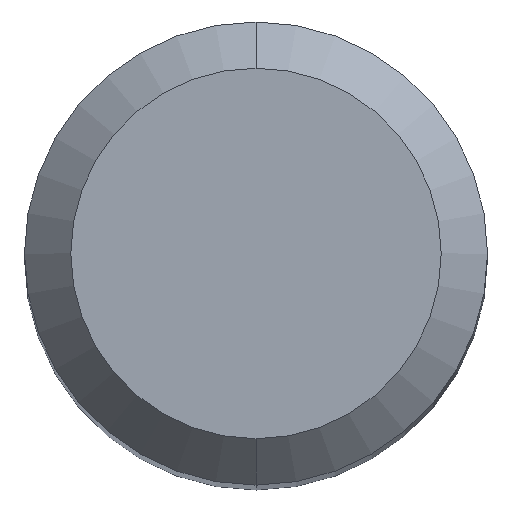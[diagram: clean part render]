
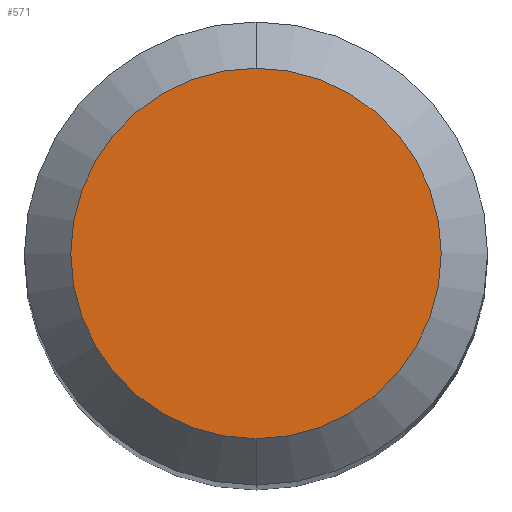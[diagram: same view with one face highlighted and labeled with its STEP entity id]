
A CAD part, top view. The second image highlights one B-rep face of the part: STEP entity #571.
In plain terms, the highlighted planar face has unit normal (0, 0, 1).
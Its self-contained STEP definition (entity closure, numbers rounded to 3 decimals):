
#258=CARTESIAN_POINT('',(0.,0.,36.));
#259=DIRECTION('',(0.,0.,1.));
#260=DIRECTION('',(0.,1.,0.));
#261=AXIS2_PLACEMENT_3D('',#258,#259,#260);
#266=CARTESIAN_POINT('',(0.,0.,36.));
#267=DIRECTION('',(0.,0.,-1.));
#268=DIRECTION('',(0.,1.,0.));
#269=AXIS2_PLACEMENT_3D('',#266,#267,#268);
#314=CARTESIAN_POINT('',(0.,2.4,36.));
#315=VERTEX_POINT('',#314);
#326=CARTESIAN_POINT('',(0.,-2.4,36.));
#327=VERTEX_POINT('',#326);
#562=CARTESIAN_POINT('',(0.,0.,36.));
#563=DIRECTION('',(0.,0.,-1.));
#564=DIRECTION('',(0.,-1.,0.));
#565=AXIS2_PLACEMENT_3D('',#562,#563,#564);
#566=PLANE('',#565);
#567=ORIENTED_EDGE('',*,*,#541,.F.);
#568=ORIENTED_EDGE('',*,*,#557,.T.);
#569=EDGE_LOOP('',(#567,#568));
#570=FACE_OUTER_BOUND('',#569,.F.);
#262=CIRCLE('',#261,2.4);
#270=CIRCLE('',#269,2.4);
#541=EDGE_CURVE('',#315,#327,#262,.T.);
#557=EDGE_CURVE('',#315,#327,#270,.T.);
#571=ADVANCED_FACE('',(#570),#566,.F.);
